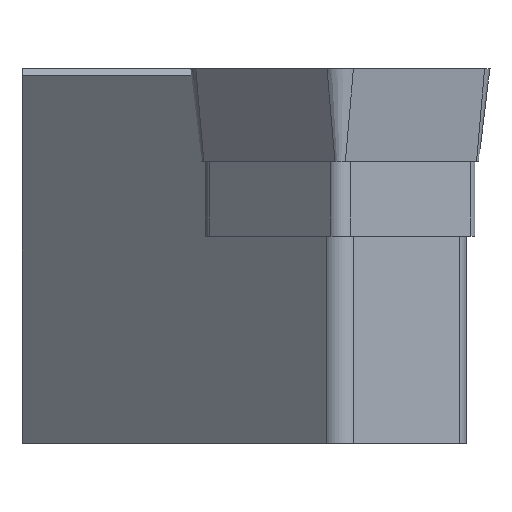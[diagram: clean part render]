
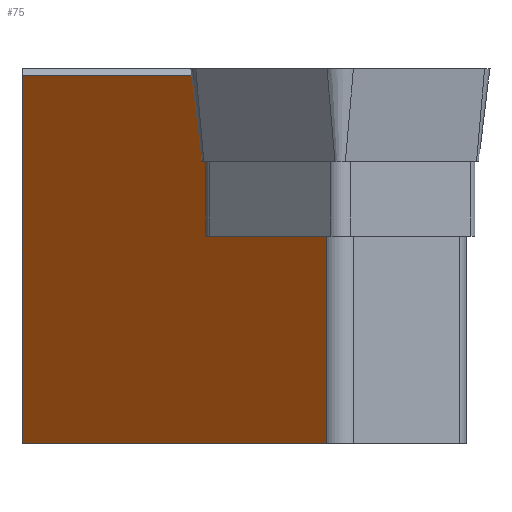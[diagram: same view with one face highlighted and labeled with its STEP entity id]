
A CAD part, left-side view. The second image highlights one B-rep face of the part: STEP entity #75.
In plain terms, the highlighted planar face has unit normal (-0.707, 0.707, 0).
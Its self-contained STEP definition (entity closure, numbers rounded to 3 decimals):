
#75=ADVANCED_FACE('',(#134),#107,.F.);
#107=PLANE('',#675);
#134=FACE_OUTER_BOUND('',#168,.T.);
#168=EDGE_LOOP('',(#218,#219,#220,#221,#222,#223,#224,#225));
#218=ORIENTED_EDGE('',*,*,#452,.F.);
#219=ORIENTED_EDGE('',*,*,#453,.T.);
#220=ORIENTED_EDGE('',*,*,#454,.F.);
#221=ORIENTED_EDGE('',*,*,#455,.F.);
#222=ORIENTED_EDGE('',*,*,#456,.F.);
#223=ORIENTED_EDGE('',*,*,#457,.F.);
#224=ORIENTED_EDGE('',*,*,#458,.F.);
#225=ORIENTED_EDGE('',*,*,#450,.T.);
#388=VERTEX_POINT('',#927);
#389=VERTEX_POINT('',#929);
#390=VERTEX_POINT('',#933);
#391=VERTEX_POINT('',#935);
#392=VERTEX_POINT('',#937);
#393=VERTEX_POINT('',#939);
#394=VERTEX_POINT('',#941);
#395=VERTEX_POINT('',#943);
#450=EDGE_CURVE('',#389,#388,#536,.T.);
#452=EDGE_CURVE('',#390,#388,#537,.T.);
#453=EDGE_CURVE('',#390,#391,#538,.T.);
#454=EDGE_CURVE('',#392,#391,#539,.T.);
#455=EDGE_CURVE('',#393,#392,#540,.T.);
#456=EDGE_CURVE('',#394,#393,#541,.T.);
#457=EDGE_CURVE('',#395,#394,#542,.T.);
#458=EDGE_CURVE('',#389,#395,#543,.T.);
#536=LINE('',#928,#607);
#537=LINE('',#932,#608);
#538=LINE('',#934,#609);
#539=LINE('',#936,#610);
#540=LINE('',#938,#611);
#541=LINE('',#940,#612);
#542=LINE('',#942,#613);
#543=LINE('',#944,#614);
#607=VECTOR('',#745,1.);
#608=VECTOR('',#750,1.);
#609=VECTOR('',#751,1.);
#610=VECTOR('',#752,1.);
#611=VECTOR('',#753,1.);
#612=VECTOR('',#754,1.);
#613=VECTOR('',#755,1.);
#614=VECTOR('',#756,1.);
#675=AXIS2_PLACEMENT_3D('',#945,#757,#758);
#745=DIRECTION('',(0.,0.,1.));
#750=DIRECTION('',(-0.707,-0.707,0.));
#751=DIRECTION('',(0.,0.,1.));
#752=DIRECTION('',(0.707,0.707,0.));
#753=DIRECTION('',(-0.086,-0.086,-0.993));
#754=DIRECTION('',(-0.707,-0.707,0.));
#755=DIRECTION('',(0.,0.,1.));
#756=DIRECTION('',(0.707,0.707,0.));
#757=DIRECTION('',(0.707,-0.707,0.));
#758=DIRECTION('',(0.707,0.707,0.));
#927=CARTESIAN_POINT('',(1.543,-13.029,-7.15));
#928=CARTESIAN_POINT('',(1.543,-13.029,-30.));
#929=CARTESIAN_POINT('',(1.543,-13.029,-16.));
#932=CARTESIAN_POINT('',(1.543,-13.029,-7.15));
#933=CARTESIAN_POINT('',(6.739,-7.834,-7.15));
#934=CARTESIAN_POINT('',(6.739,-7.834,-3.97));
#935=CARTESIAN_POINT('',(6.739,-7.834,-3.97));
#936=CARTESIAN_POINT('',(1.543,-13.029,-3.97));
#937=CARTESIAN_POINT('',(6.714,-7.858,-3.97));
#938=CARTESIAN_POINT('',(4.411,-10.161,-30.498));
#939=CARTESIAN_POINT('',(7.033,-7.539,-0.3));
#940=CARTESIAN_POINT('',(1.543,-13.029,-0.3));
#941=CARTESIAN_POINT('',(14.572,0.,-0.3));
#942=CARTESIAN_POINT('',(14.572,0.,-30.));
#943=CARTESIAN_POINT('',(14.572,0.,-16.));
#944=CARTESIAN_POINT('',(1.543,-13.029,-16.));
#945=CARTESIAN_POINT('',(1.543,-13.029,-30.));
